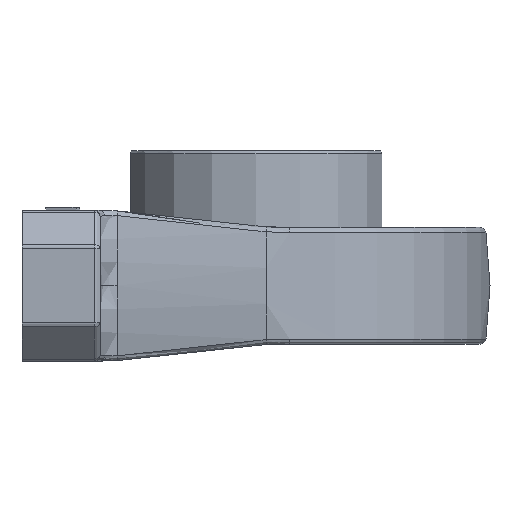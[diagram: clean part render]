
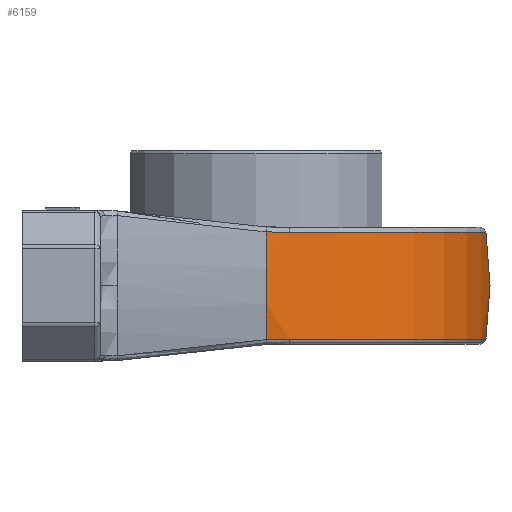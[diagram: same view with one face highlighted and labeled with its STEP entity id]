
A CAD part, left-side view. The second image highlights one B-rep face of the part: STEP entity #6159.
In plain terms, the highlighted free-form (B-spline) face has degree [2, 2] with [3, 5] control points.
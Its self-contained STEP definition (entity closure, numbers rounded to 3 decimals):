
#1293=B_SPLINE_CURVE_WITH_KNOTS($,3,(#10597,#10598,#10599,#10600,#10601,
#10602,#10603,#10604,#10605,#10606),.UNSPECIFIED.,.F.,.F.,(4,3,3,4),(0.,
0.333,0.667,1.),.UNSPECIFIED.);
#1294=B_SPLINE_CURVE_WITH_KNOTS($,3,(#10610,#10611,#10612,#10613,#10614,
#10615,#10616,#10617,#10618,#10619),.UNSPECIFIED.,.F.,.F.,(4,3,3,4),(0.,
0.333,0.667,1.),.UNSPECIFIED.);
#1295=B_SPLINE_CURVE_WITH_KNOTS($,3,(#10622,#10623,#10624,#10625,#10626,
#10627,#10628,#10629,#10630,#10631),.UNSPECIFIED.,.F.,.F.,(4,3,3,4),(0.,
0.333,0.667,1.),.UNSPECIFIED.);
#1296=B_SPLINE_CURVE_WITH_KNOTS($,3,(#10632,#10633,#10634,#10635,#10636,
#10637,#10638,#10639,#10640,#10641),.UNSPECIFIED.,.F.,.F.,(4,3,3,4),(0.,
0.333,0.667,1.),.UNSPECIFIED.);
#1398=(
BOUNDED_SURFACE()
B_SPLINE_SURFACE(2,2,((#10581,#10582,#10583,#10584,#10585),(#10586,#10587,
#10588,#10589,#10590),(#10591,#10592,#10593,#10594,#10595)),
 .UNSPECIFIED.,.F.,.F.,.F.)
B_SPLINE_SURFACE_WITH_KNOTS((3,3),(3,2,3),(-0.153,0.153),
(-3.098,-1.571,-0.044),.UNSPECIFIED.)
GEOMETRIC_REPRESENTATION_ITEM()
RATIONAL_B_SPLINE_SURFACE(((1.,0.722,1.,0.722,1.),
(0.988,0.714,0.988,0.714,
0.988),(1.,0.722,1.,0.722,1.)))
REPRESENTATION_ITEM($)
SURFACE()
);
#1567=FACE_OUTER_BOUND($,#1950,.T.);
#1950=EDGE_LOOP($,(#4283,#4284,#4285,#4286,#4287,#4288,#4289,#4290));
#2282=CIRCLE($,#6539,60.);
#2304=CIRCLE($,#6576,39.063);
#2307=CIRCLE($,#6579,39.063);
#2308=CIRCLE($,#6580,60.);
#2655=VERTEX_POINT($,#9429);
#2656=VERTEX_POINT($,#9473);
#2689=VERTEX_POINT($,#10576);
#2690=VERTEX_POINT($,#10577);
#2691=VERTEX_POINT($,#10596);
#2692=VERTEX_POINT($,#10607);
#2693=VERTEX_POINT($,#10609);
#2694=VERTEX_POINT($,#10620);
#3238=EDGE_CURVE($,#2655,#2656,#2282,.T.);
#3298=EDGE_CURVE($,#2689,#2690,#2304,.T.);
#3301=EDGE_CURVE($,#2655,#2691,#1293,.T.);
#3302=EDGE_CURVE($,#2691,#2692,#2307,.T.);
#3303=EDGE_CURVE($,#2692,#2693,#1294,.T.);
#3304=EDGE_CURVE($,#2693,#2694,#2308,.T.);
#3305=EDGE_CURVE($,#2690,#2694,#1295,.T.);
#3306=EDGE_CURVE($,#2656,#2689,#1296,.T.);
#4283=ORIENTED_EDGE($,*,*,#3238,.F.);
#4284=ORIENTED_EDGE($,*,*,#3301,.T.);
#4285=ORIENTED_EDGE($,*,*,#3302,.T.);
#4286=ORIENTED_EDGE($,*,*,#3303,.T.);
#4287=ORIENTED_EDGE($,*,*,#3304,.T.);
#4288=ORIENTED_EDGE($,*,*,#3305,.F.);
#4289=ORIENTED_EDGE($,*,*,#3298,.F.);
#4290=ORIENTED_EDGE($,*,*,#3306,.F.);
#6159=ADVANCED_FACE($,(#1567),#1398,.F.);
#6539=AXIS2_PLACEMENT_3D($,#9474,#7327,#7328);
#6576=AXIS2_PLACEMENT_3D($,#10578,#7409,#7410);
#6579=AXIS2_PLACEMENT_3D($,#10608,#7415,#7416);
#6580=AXIS2_PLACEMENT_3D($,#10621,#7417,#7418);
#7327=DIRECTION('center_axis',(-0.044,0.999,0.));
#7328=DIRECTION('ref_axis',(-0.987,-0.043,-0.152));
#7409=DIRECTION('center_axis',(0.,0.,1.));
#7410=DIRECTION('ref_axis',(-0.989,-0.146,0.));
#7415=DIRECTION('center_axis',(0.,0.,1.));
#7416=DIRECTION('ref_axis',(-0.989,-0.146,0.));
#7417=DIRECTION('center_axis',(-0.044,-0.999,0.));
#7418=DIRECTION('ref_axis',(0.987,-0.043,-0.152));
#9429=CARTESIAN_POINT('',(-39.011,-1.703,-9.548));
#9473=CARTESIAN_POINT('',(-39.011,-1.703,8.748));
#9474=CARTESIAN_POINT('Origin',(20.231,0.883,-0.4));
#10576=CARTESIAN_POINT('',(-38.646,-5.694,8.651));
#10577=CARTESIAN_POINT('',(38.646,-5.694,8.651));
#10578=CARTESIAN_POINT('Origin',(0.,0.,8.651));
#10581=CARTESIAN_POINT('Ctrl Pts',(39.011,-1.703,8.748));
#10582=CARTESIAN_POINT('Ctrl Pts',(37.381,-39.048,8.748));
#10583=CARTESIAN_POINT('Ctrl Pts',(0.,-39.048,
8.748));
#10584=CARTESIAN_POINT('Ctrl Pts',(-37.381,-39.048,
8.748));
#10585=CARTESIAN_POINT('Ctrl Pts',(-39.011,-1.703,
8.748));
#10586=CARTESIAN_POINT('Ctrl Pts',(40.421,-1.765,-0.4));
#10587=CARTESIAN_POINT('Ctrl Pts',(38.732,-40.46,-0.4));
#10588=CARTESIAN_POINT('Ctrl Pts',(0.,-40.46,
-0.4));
#10589=CARTESIAN_POINT('Ctrl Pts',(-38.732,-40.46,
-0.4));
#10590=CARTESIAN_POINT('Ctrl Pts',(-40.421,-1.765,
-0.4));
#10591=CARTESIAN_POINT('Ctrl Pts',(39.011,-1.703,-9.548));
#10592=CARTESIAN_POINT('Ctrl Pts',(37.381,-39.048,-9.548));
#10593=CARTESIAN_POINT('Ctrl Pts',(0.,-39.048,
-9.548));
#10594=CARTESIAN_POINT('Ctrl Pts',(-37.381,-39.048,-9.548));
#10595=CARTESIAN_POINT('Ctrl Pts',(-39.011,-1.703,
-9.548));
#10596=CARTESIAN_POINT('',(-38.646,-5.694,-9.451));
#10597=CARTESIAN_POINT('Ctrl Pts',(-39.011,-1.703,
-9.548));
#10598=CARTESIAN_POINT('Ctrl Pts',(-38.995,-2.155,
-9.527));
#10599=CARTESIAN_POINT('Ctrl Pts',(-38.97,-2.605,
-9.509));
#10600=CARTESIAN_POINT('Ctrl Pts',(-38.937,-3.051,
-9.495));
#10601=CARTESIAN_POINT('Ctrl Pts',(-38.905,-3.498,
-9.48));
#10602=CARTESIAN_POINT('Ctrl Pts',(-38.864,-3.942,
-9.469));
#10603=CARTESIAN_POINT('Ctrl Pts',(-38.815,-4.382,-9.462));
#10604=CARTESIAN_POINT('Ctrl Pts',(-38.767,-4.823,
-9.455));
#10605=CARTESIAN_POINT('Ctrl Pts',(-38.71,-5.26,-9.451));
#10606=CARTESIAN_POINT('Ctrl Pts',(-38.646,-5.694,-9.451));
#10607=CARTESIAN_POINT('',(38.646,-5.694,-9.451));
#10608=CARTESIAN_POINT('Origin',(0.,0.,-9.451));
#10609=CARTESIAN_POINT('',(39.011,-1.703,-9.548));
#10610=CARTESIAN_POINT('Ctrl Pts',(38.646,-5.694,-9.451));
#10611=CARTESIAN_POINT('Ctrl Pts',(38.71,-5.26,-9.451));
#10612=CARTESIAN_POINT('Ctrl Pts',(38.767,-4.823,-9.455));
#10613=CARTESIAN_POINT('Ctrl Pts',(38.815,-4.382,-9.462));
#10614=CARTESIAN_POINT('Ctrl Pts',(38.864,-3.942,-9.469));
#10615=CARTESIAN_POINT('Ctrl Pts',(38.905,-3.498,-9.48));
#10616=CARTESIAN_POINT('Ctrl Pts',(38.937,-3.051,-9.495));
#10617=CARTESIAN_POINT('Ctrl Pts',(38.97,-2.605,-9.509));
#10618=CARTESIAN_POINT('Ctrl Pts',(38.995,-2.155,-9.527));
#10619=CARTESIAN_POINT('Ctrl Pts',(39.011,-1.703,-9.548));
#10620=CARTESIAN_POINT('',(39.011,-1.703,8.748));
#10621=CARTESIAN_POINT('Origin',(-20.231,0.883,-0.4));
#10622=CARTESIAN_POINT('Ctrl Pts',(38.646,-5.694,8.651));
#10623=CARTESIAN_POINT('Ctrl Pts',(38.71,-5.26,8.651));
#10624=CARTESIAN_POINT('Ctrl Pts',(38.767,-4.823,8.655));
#10625=CARTESIAN_POINT('Ctrl Pts',(38.815,-4.382,8.662));
#10626=CARTESIAN_POINT('Ctrl Pts',(38.864,-3.942,8.669));
#10627=CARTESIAN_POINT('Ctrl Pts',(38.905,-3.498,8.68));
#10628=CARTESIAN_POINT('Ctrl Pts',(38.937,-3.051,8.695));
#10629=CARTESIAN_POINT('Ctrl Pts',(38.97,-2.605,8.709));
#10630=CARTESIAN_POINT('Ctrl Pts',(38.995,-2.155,8.727));
#10631=CARTESIAN_POINT('Ctrl Pts',(39.011,-1.703,8.748));
#10632=CARTESIAN_POINT('Ctrl Pts',(-39.011,-1.703,
8.748));
#10633=CARTESIAN_POINT('Ctrl Pts',(-38.995,-2.155,8.727));
#10634=CARTESIAN_POINT('Ctrl Pts',(-38.97,-2.605,
8.709));
#10635=CARTESIAN_POINT('Ctrl Pts',(-38.937,-3.051,
8.695));
#10636=CARTESIAN_POINT('Ctrl Pts',(-38.905,-3.498,
8.68));
#10637=CARTESIAN_POINT('Ctrl Pts',(-38.864,-3.942,8.669));
#10638=CARTESIAN_POINT('Ctrl Pts',(-38.815,-4.382,
8.662));
#10639=CARTESIAN_POINT('Ctrl Pts',(-38.767,-4.823,
8.655));
#10640=CARTESIAN_POINT('Ctrl Pts',(-38.71,-5.26,
8.651));
#10641=CARTESIAN_POINT('Ctrl Pts',(-38.646,-5.694,
8.651));
